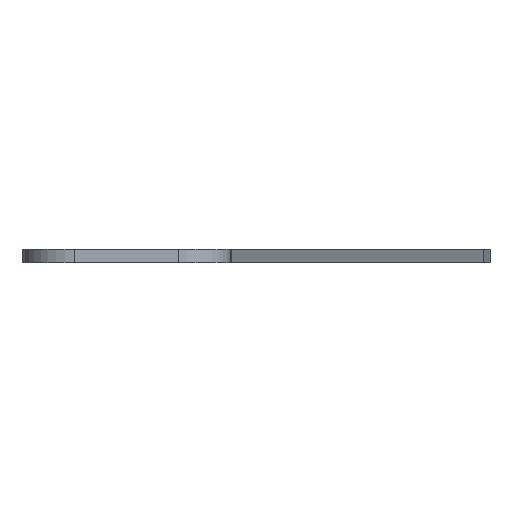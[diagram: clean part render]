
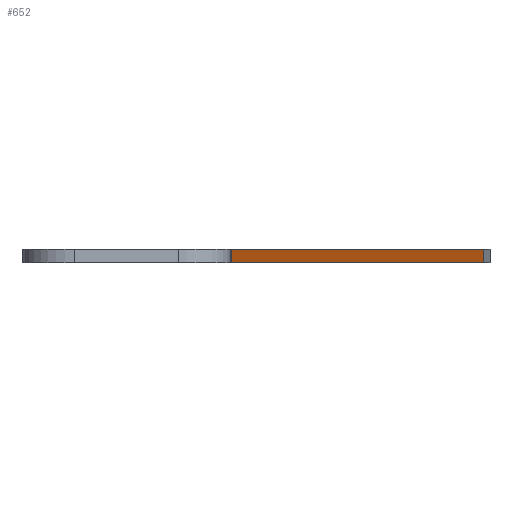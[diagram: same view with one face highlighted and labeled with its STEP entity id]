
A CAD part, left-side view. The second image highlights one B-rep face of the part: STEP entity #652.
In plain terms, the highlighted planar face has unit normal (-0.237, -0.971, 0).
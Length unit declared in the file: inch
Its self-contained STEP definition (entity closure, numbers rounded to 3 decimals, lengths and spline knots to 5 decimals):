
#55=PLANE('',#708);
#63=FACE_OUTER_BOUND('',#95,.T.);
#95=EDGE_LOOP('',(#450,#451,#452,#453));
#166=LINE('',#999,#206);
#168=LINE('',#1005,#208);
#169=LINE('',#1007,#209);
#170=LINE('',#1008,#210);
#206=VECTOR('',#793,0.3937);
#208=VECTOR('',#799,0.3937);
#209=VECTOR('',#800,0.3937);
#210=VECTOR('',#801,0.3937);
#297=VERTEX_POINT('',#996);
#298=VERTEX_POINT('',#998);
#300=VERTEX_POINT('',#1004);
#301=VERTEX_POINT('',#1006);
#357=EDGE_CURVE('',#297,#298,#166,.T.);
#360=EDGE_CURVE('',#297,#300,#168,.T.);
#361=EDGE_CURVE('',#300,#301,#169,.T.);
#362=EDGE_CURVE('',#298,#301,#170,.T.);
#450=ORIENTED_EDGE('',*,*,#357,.F.);
#451=ORIENTED_EDGE('',*,*,#360,.T.);
#452=ORIENTED_EDGE('',*,*,#361,.T.);
#453=ORIENTED_EDGE('',*,*,#362,.F.);
#652=ADVANCED_FACE('',(#63),#55,.T.);
#708=AXIS2_PLACEMENT_3D('',#1003,#797,#798);
#793=DIRECTION('',(0.,0.,1.));
#797=DIRECTION('center_axis',(-0.237,-0.971,0.));
#798=DIRECTION('ref_axis',(0.971,-0.237,0.));
#799=DIRECTION('',(0.971,-0.237,0.));
#800=DIRECTION('',(0.,0.,1.));
#801=DIRECTION('',(0.971,-0.237,0.));
#996=CARTESIAN_POINT('',(2.64695,0.49643,0.));
#998=CARTESIAN_POINT('',(2.64695,0.49643,0.0625));
#999=CARTESIAN_POINT('',(2.64695,0.49643,0.));
#1003=CARTESIAN_POINT('Origin',(2.63234,0.5,0.));
#1004=CARTESIAN_POINT('',(7.61403,-0.71685,0.));
#1005=CARTESIAN_POINT('',(2.63234,0.5,0.));
#1006=CARTESIAN_POINT('',(7.61403,-0.71685,0.0625));
#1007=CARTESIAN_POINT('',(7.61403,-0.71685,0.));
#1008=CARTESIAN_POINT('',(2.63234,0.5,0.0625));
